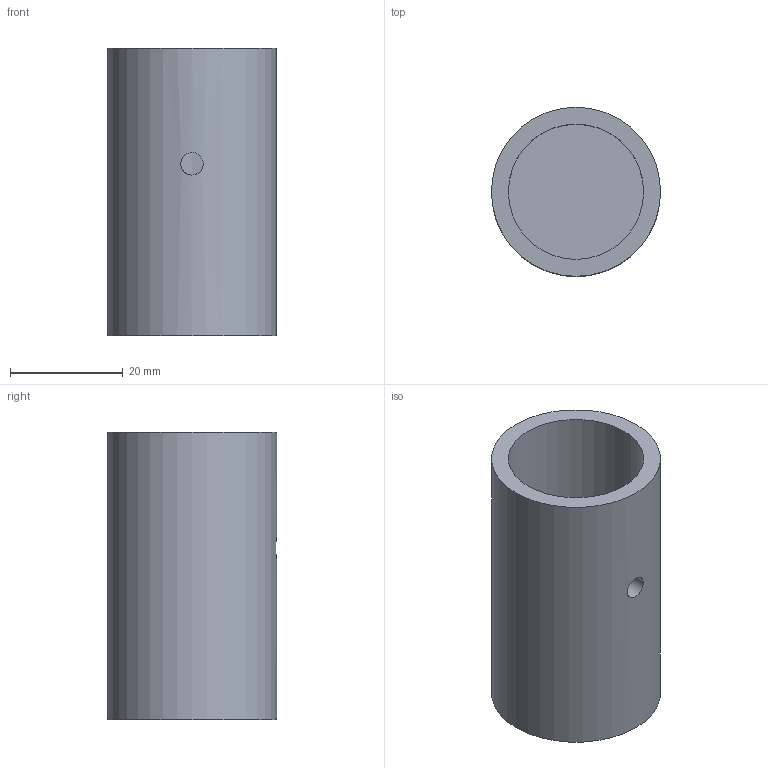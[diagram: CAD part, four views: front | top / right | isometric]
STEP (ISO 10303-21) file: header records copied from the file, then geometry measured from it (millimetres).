
FILE_DESCRIPTION(('FreeCAD Model'),'2;1');
FILE_NAME('Open CASCADE Shape Model','2025-06-05T05:04:38',('Author'),( ''),'Open CASCADE STEP processor 7.8','FreeCAD','Unknown');
FILE_SCHEMA(('AUTOMOTIVE_DESIGN { 1 0 10303 214 1 1 1 1 }'));
Length unit declared in the file: millimetre
Products named in the file (1): StructurePP
Bounding box: 30 x 30 x 51 mm (x, y, z)
Volume: 15202.1 mm3; surface area: 9701.4 mm2
Topology: 1 solids, 1 shells, 8 faces, 14 edges, 9 vertices
Faces by surface type: plane 4, cylinder 4
Full cylindrical faces by diameter (mm): 4 x1, 24 x2, 30 x1
Entity records: 369 total; most frequent: CARTESIAN_POINT 182, DIRECTION 36, ORIENTED_EDGE 28, AXIS2_PLACEMENT_3D 16, EDGE_CURVE 14, FACE_BOUND 12, EDGE_LOOP 12, VERTEX_POINT 9
